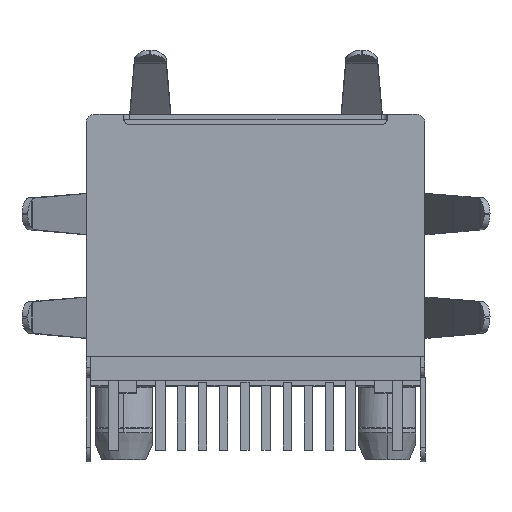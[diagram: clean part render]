
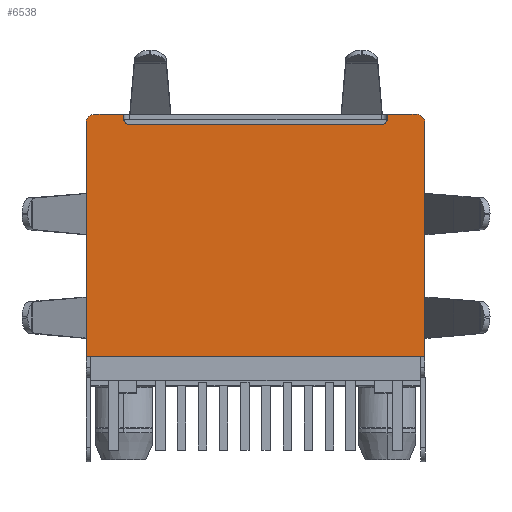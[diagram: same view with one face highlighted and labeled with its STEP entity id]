
A CAD part, top view. The second image highlights one B-rep face of the part: STEP entity #6538.
In plain terms, the highlighted planar face has unit normal (0, 0, 1).
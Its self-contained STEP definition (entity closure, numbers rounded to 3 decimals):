
#6461=AXIS2_PLACEMENT_3D('Plane Axis2P3D',#6458,#6459,#6460) ;
#6486=AXIS2_PLACEMENT_3D('Circle Axis2P3D',#6484,#6485,$) ;
#6500=AXIS2_PLACEMENT_3D('Circle Axis2P3D',#6498,#6499,$) ;
#2414=CARTESIAN_POINT('Vertex',(-8.175,-5.426,15.37)) ;
#2417=CARTESIAN_POINT('Line Origine',(-8.175,0.258,15.37)) ;
#2421=CARTESIAN_POINT('Vertex',(-8.175,5.941,15.37)) ;
#2912=CARTESIAN_POINT('Vertex',(-7.7,6.285,15.37)) ;
#2915=CARTESIAN_POINT('Line Origine',(-7.025,6.285,15.37)) ;
#2919=CARTESIAN_POINT('Vertex',(-6.35,6.285,15.37)) ;
#2954=CARTESIAN_POINT('Vertex',(6.35,6.285,15.37)) ;
#2957=CARTESIAN_POINT('Line Origine',(7.025,6.285,15.37)) ;
#2961=CARTESIAN_POINT('Vertex',(7.7,6.285,15.37)) ;
#3884=CARTESIAN_POINT('Vertex',(8.175,5.941,15.37)) ;
#3887=CARTESIAN_POINT('Line Origine',(8.175,0.258,15.37)) ;
#3891=CARTESIAN_POINT('Vertex',(8.175,-5.426,15.37)) ;
#6442=CARTESIAN_POINT('Line Origine',(0.,-5.426,15.37)) ;
#6458=CARTESIAN_POINT('Axis2P3D Location',(0.,0.429,15.37)) ;
#6464=CARTESIAN_POINT('Control Point',(7.7,6.285,15.37)) ;
#6465=CARTESIAN_POINT('Control Point',(7.75,6.285,15.37)) ;
#6466=CARTESIAN_POINT('Control Point',(7.8,6.279,15.37)) ;
#6467=CARTESIAN_POINT('Control Point',(7.849,6.266,15.37)) ;
#6468=CARTESIAN_POINT('Control Point',(7.943,6.229,15.37)) ;
#6469=CARTESIAN_POINT('Control Point',(8.025,6.17,15.37)) ;
#6470=CARTESIAN_POINT('Control Point',(8.062,6.135,15.37)) ;
#6471=CARTESIAN_POINT('Control Point',(8.111,6.077,15.37)) ;
#6472=CARTESIAN_POINT('Control Point',(8.147,6.011,15.37)) ;
#6473=CARTESIAN_POINT('Control Point',(8.158,5.988,15.37)) ;
#6474=CARTESIAN_POINT('Control Point',(8.167,5.965,15.37)) ;
#6475=CARTESIAN_POINT('Control Point',(8.175,5.941,15.37)) ;
#6477=CARTESIAN_POINT('Line Origine',(6.35,6.16,15.37)) ;
#6481=CARTESIAN_POINT('Vertex',(6.35,6.035,15.37)) ;
#6484=CARTESIAN_POINT('Axis2P3D Location',(6.1,6.035,15.37)) ;
#6488=CARTESIAN_POINT('Vertex',(6.1,5.785,15.37)) ;
#6491=CARTESIAN_POINT('Line Origine',(0.,5.785,15.37)) ;
#6495=CARTESIAN_POINT('Vertex',(-6.1,5.785,15.37)) ;
#6498=CARTESIAN_POINT('Axis2P3D Location',(-6.1,6.035,15.37)) ;
#6502=CARTESIAN_POINT('Vertex',(-6.35,6.035,15.37)) ;
#6505=CARTESIAN_POINT('Line Origine',(-6.35,6.16,15.37)) ;
#6511=CARTESIAN_POINT('Control Point',(-8.175,5.941,15.37)) ;
#6512=CARTESIAN_POINT('Control Point',(-8.159,5.989,15.37)) ;
#6513=CARTESIAN_POINT('Control Point',(-8.138,6.034,15.37)) ;
#6514=CARTESIAN_POINT('Control Point',(-8.11,6.077,15.37)) ;
#6515=CARTESIAN_POINT('Control Point',(-8.046,6.155,15.37)) ;
#6516=CARTESIAN_POINT('Control Point',(-7.964,6.214,15.37)) ;
#6517=CARTESIAN_POINT('Control Point',(-7.92,6.238,15.37)) ;
#6518=CARTESIAN_POINT('Control Point',(-7.849,6.266,15.37)) ;
#6519=CARTESIAN_POINT('Control Point',(-7.775,6.28,15.37)) ;
#6520=CARTESIAN_POINT('Control Point',(-7.75,6.283,15.37)) ;
#6521=CARTESIAN_POINT('Control Point',(-7.725,6.285,15.37)) ;
#6522=CARTESIAN_POINT('Control Point',(-7.7,6.285,15.37)) ;
#2418=DIRECTION('Vector Direction',(0.,1.,0.)) ;
#2916=DIRECTION('Vector Direction',(-1.,0.,0.)) ;
#2958=DIRECTION('Vector Direction',(-1.,0.,0.)) ;
#3888=DIRECTION('Vector Direction',(0.,-1.,0.)) ;
#6443=DIRECTION('Vector Direction',(-1.,0.,0.)) ;
#6459=DIRECTION('Axis2P3D Direction',(0.,0.,1.)) ;
#6460=DIRECTION('Axis2P3D XDirection',(-1.,0.,0.)) ;
#6478=DIRECTION('Vector Direction',(0.,1.,0.)) ;
#6485=DIRECTION('Axis2P3D Direction',(0.,0.,1.)) ;
#6492=DIRECTION('Vector Direction',(-1.,0.,0.)) ;
#6499=DIRECTION('Axis2P3D Direction',(0.,0.,1.)) ;
#6506=DIRECTION('Vector Direction',(0.,-1.,0.)) ;
#2419=VECTOR('Line Direction',#2418,1.) ;
#2917=VECTOR('Line Direction',#2916,1.) ;
#2959=VECTOR('Line Direction',#2958,1.) ;
#3889=VECTOR('Line Direction',#3888,1.) ;
#6444=VECTOR('Line Direction',#6443,1.) ;
#6479=VECTOR('Line Direction',#6478,1.) ;
#6493=VECTOR('Line Direction',#6492,1.) ;
#6507=VECTOR('Line Direction',#6506,1.) ;
#6525=ORIENTED_EDGE('',*,*,#6446,.F.) ;
#6526=ORIENTED_EDGE('',*,*,#3893,.F.) ;
#6527=ORIENTED_EDGE('',*,*,#6476,.F.) ;
#6528=ORIENTED_EDGE('',*,*,#2963,.T.) ;
#6529=ORIENTED_EDGE('',*,*,#6483,.F.) ;
#6530=ORIENTED_EDGE('',*,*,#6490,.F.) ;
#6531=ORIENTED_EDGE('',*,*,#6497,.T.) ;
#6532=ORIENTED_EDGE('',*,*,#6504,.F.) ;
#6533=ORIENTED_EDGE('',*,*,#6509,.F.) ;
#6534=ORIENTED_EDGE('',*,*,#2921,.T.) ;
#6535=ORIENTED_EDGE('',*,*,#6523,.F.) ;
#6536=ORIENTED_EDGE('',*,*,#2423,.F.) ;
#6538=ADVANCED_FACE('MANIFOLD_SOLID_BREP #13285',(#6537),#6462,.T.) ;
#6463=B_SPLINE_CURVE_WITH_KNOTS('',5,(#6464,#6465,#6466,#6467,#6468,#6469,#6470,#6471,#6472,#6473,#6474,#6475),.UNSPECIFIED.,.F.,.U.,(6,3,3,6),(0.,0.354,0.709,0.886),.UNSPECIFIED.) ;
#6510=B_SPLINE_CURVE_WITH_KNOTS('',5,(#6511,#6512,#6513,#6514,#6515,#6516,#6517,#6518,#6519,#6520,#6521,#6522),.UNSPECIFIED.,.F.,.U.,(6,3,3,6),(0.,0.354,0.709,0.886),.UNSPECIFIED.) ;
#6487=CIRCLE('generated circle',#6486,0.25) ;
#6501=CIRCLE('generated circle',#6500,0.25) ;
#2423=EDGE_CURVE('',#2415,#2422,#2420,.T.) ;
#2921=EDGE_CURVE('',#2920,#2913,#2918,.T.) ;
#2963=EDGE_CURVE('',#2962,#2955,#2960,.T.) ;
#3893=EDGE_CURVE('',#3885,#3892,#3890,.T.) ;
#6446=EDGE_CURVE('',#3892,#2415,#6445,.T.) ;
#6476=EDGE_CURVE('',#2962,#3885,#6463,.T.) ;
#6483=EDGE_CURVE('',#6482,#2955,#6480,.T.) ;
#6490=EDGE_CURVE('',#6489,#6482,#6487,.T.) ;
#6497=EDGE_CURVE('',#6489,#6496,#6494,.T.) ;
#6504=EDGE_CURVE('',#6503,#6496,#6501,.T.) ;
#6509=EDGE_CURVE('',#2920,#6503,#6508,.T.) ;
#6523=EDGE_CURVE('',#2422,#2913,#6510,.T.) ;
#6524=EDGE_LOOP('',(#6525,#6526,#6527,#6528,#6529,#6530,#6531,#6532,#6533,#6534,#6535,#6536)) ;
#6537=FACE_OUTER_BOUND('',#6524,.T.) ;
#2420=LINE('Line',#2417,#2419) ;
#2918=LINE('Line',#2915,#2917) ;
#2960=LINE('Line',#2957,#2959) ;
#3890=LINE('Line',#3887,#3889) ;
#6445=LINE('Line',#6442,#6444) ;
#6480=LINE('Line',#6477,#6479) ;
#6494=LINE('Line',#6491,#6493) ;
#6508=LINE('Line',#6505,#6507) ;
#6462=PLANE('',#6461) ;
#2415=VERTEX_POINT('',#2414) ;
#2422=VERTEX_POINT('',#2421) ;
#2913=VERTEX_POINT('',#2912) ;
#2920=VERTEX_POINT('',#2919) ;
#2955=VERTEX_POINT('',#2954) ;
#2962=VERTEX_POINT('',#2961) ;
#3885=VERTEX_POINT('',#3884) ;
#3892=VERTEX_POINT('',#3891) ;
#6482=VERTEX_POINT('',#6481) ;
#6489=VERTEX_POINT('',#6488) ;
#6496=VERTEX_POINT('',#6495) ;
#6503=VERTEX_POINT('',#6502) ;
